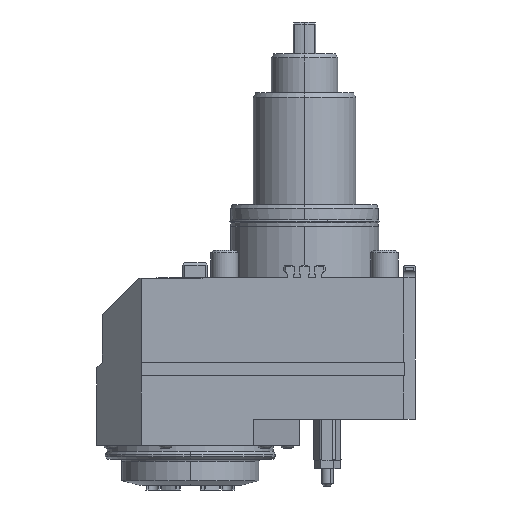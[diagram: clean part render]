
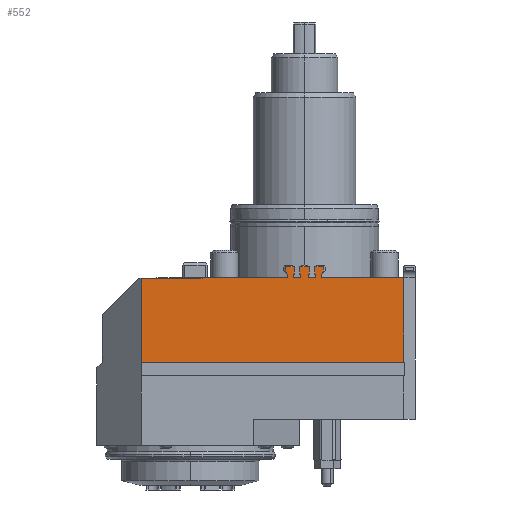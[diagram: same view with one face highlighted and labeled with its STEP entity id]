
A CAD part, front view. The second image highlights one B-rep face of the part: STEP entity #552.
In plain terms, the highlighted planar face has unit normal (0, -1, 0).
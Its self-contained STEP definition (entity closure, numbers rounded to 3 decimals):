
#347=CARTESIAN_POINT('',(0.,-47.,-3.509));
#348=DIRECTION('',(0.,-1.,-0.));
#349=DIRECTION('',(1.,0.,-0.));
#350=AXIS2_PLACEMENT_3D('',#347,#348,#349);
#351=PLANE('',#350);
#352=CARTESIAN_POINT('',(-71.5,-47.,-37.));
#353=VERTEX_POINT('',#352);
#354=CARTESIAN_POINT('',(43.5,-47.,-37.));
#355=VERTEX_POINT('',#354);
#356=CARTESIAN_POINT('',(-71.5,-47.,-37.));
#357=DIRECTION('',(1.,0.,-0.));
#358=VECTOR('',#357,115.);
#359=LINE('',#356,#358);
#360=EDGE_CURVE('',#353,#355,#359,.T.);
#361=ORIENTED_EDGE('',*,*,#360,.T.);
#362=CARTESIAN_POINT('',(43.5,-47.,-0.));
#363=VERTEX_POINT('',#362);
#364=CARTESIAN_POINT('',(43.5,-47.,-0.));
#365=DIRECTION('',(0.,0.,-1.));
#366=VECTOR('',#365,37.);
#367=LINE('',#364,#366);
#368=EDGE_CURVE('',#363,#355,#367,.T.);
#369=ORIENTED_EDGE('',*,*,#368,.F.);
#370=CARTESIAN_POINT('',(7.546,-47.,0.));
#371=VERTEX_POINT('',#370);
#372=CARTESIAN_POINT('',(43.5,-47.,-0.));
#373=DIRECTION('',(-1.,-0.,0.));
#374=VECTOR('',#373,35.954);
#375=LINE('',#372,#374);
#376=EDGE_CURVE('',#363,#371,#375,.T.);
#377=ORIENTED_EDGE('',*,*,#376,.T.);
#378=CARTESIAN_POINT('',(8.305,-47.,2.444));
#379=VERTEX_POINT('',#378);
#380=CARTESIAN_POINT('',(10.25,-47.,0.5));
#381=DIRECTION('',(0.,1.,-0.));
#382=DIRECTION('',(0.,0.,1.));
#383=AXIS2_PLACEMENT_3D('',#380,#381,#382);
#384=CIRCLE('',#383,2.75);
#385=EDGE_CURVE('',#371,#379,#384,.T.);
#386=ORIENTED_EDGE('',*,*,#385,.T.);
#387=CARTESIAN_POINT('',(8.305,-47.,4.8));
#388=VERTEX_POINT('',#387);
#389=CARTESIAN_POINT('',(8.305,-47.,4.8));
#390=DIRECTION('',(0.,0.,-1.));
#391=VECTOR('',#390,2.356);
#392=LINE('',#389,#391);
#393=EDGE_CURVE('',#388,#379,#392,.T.);
#394=ORIENTED_EDGE('',*,*,#393,.F.);
#395=CARTESIAN_POINT('',(4.5,-47.,4.8));
#396=VERTEX_POINT('',#395);
#397=CARTESIAN_POINT('',(4.5,-47.,4.8));
#398=DIRECTION('',(1.,0.,-0.));
#399=VECTOR('',#398,3.805);
#400=LINE('',#397,#399);
#401=EDGE_CURVE('',#396,#388,#400,.T.);
#402=ORIENTED_EDGE('',*,*,#401,.F.);
#403=CARTESIAN_POINT('',(4.5,-47.,1.577));
#404=VERTEX_POINT('',#403);
#405=CARTESIAN_POINT('',(4.5,-47.,4.8));
#406=DIRECTION('',(0.,0.,-1.));
#407=VECTOR('',#406,3.223);
#408=LINE('',#405,#407);
#409=EDGE_CURVE('',#396,#404,#408,.T.);
#410=ORIENTED_EDGE('',*,*,#409,.T.);
#411=CARTESIAN_POINT('',(4.822,-47.,0.));
#412=VERTEX_POINT('',#411);
#413=CARTESIAN_POINT('',(3.25,-47.,0.5));
#414=DIRECTION('',(0.,1.,-0.));
#415=DIRECTION('',(0.,0.,1.));
#416=AXIS2_PLACEMENT_3D('',#413,#414,#415);
#417=CIRCLE('',#416,1.65);
#418=EDGE_CURVE('',#404,#412,#417,.T.);
#419=ORIENTED_EDGE('',*,*,#418,.T.);
#420=CARTESIAN_POINT('',(1.678,-47.,0.));
#421=VERTEX_POINT('',#420);
#422=CARTESIAN_POINT('',(4.822,-47.,0.));
#423=DIRECTION('',(-1.,0.,0.));
#424=VECTOR('',#423,3.145);
#425=LINE('',#422,#424);
#426=EDGE_CURVE('',#412,#421,#425,.T.);
#427=ORIENTED_EDGE('',*,*,#426,.T.);
#428=CARTESIAN_POINT('',(2.,-47.,1.577));
#429=VERTEX_POINT('',#428);
#430=CARTESIAN_POINT('',(3.25,-47.,0.5));
#431=DIRECTION('',(0.,1.,-0.));
#432=DIRECTION('',(0.,0.,1.));
#433=AXIS2_PLACEMENT_3D('',#430,#431,#432);
#434=CIRCLE('',#433,1.65);
#435=EDGE_CURVE('',#421,#429,#434,.T.);
#436=ORIENTED_EDGE('',*,*,#435,.T.);
#437=CARTESIAN_POINT('',(2.,-47.,4.8));
#438=VERTEX_POINT('',#437);
#439=CARTESIAN_POINT('',(2.,-47.,1.577));
#440=DIRECTION('',(0.,0.,1.));
#441=VECTOR('',#440,3.223);
#442=LINE('',#439,#441);
#443=EDGE_CURVE('',#429,#438,#442,.T.);
#444=ORIENTED_EDGE('',*,*,#443,.T.);
#445=CARTESIAN_POINT('',(-2.,-47.,4.8));
#446=VERTEX_POINT('',#445);
#447=CARTESIAN_POINT('',(-2.,-47.,4.8));
#448=DIRECTION('',(1.,0.,-0.));
#449=VECTOR('',#448,4.);
#450=LINE('',#447,#449);
#451=EDGE_CURVE('',#446,#438,#450,.T.);
#452=ORIENTED_EDGE('',*,*,#451,.F.);
#453=CARTESIAN_POINT('',(-2.,-47.,1.577));
#454=VERTEX_POINT('',#453);
#455=CARTESIAN_POINT('',(-2.,-47.,4.8));
#456=DIRECTION('',(0.,0.,-1.));
#457=VECTOR('',#456,3.223);
#458=LINE('',#455,#457);
#459=EDGE_CURVE('',#446,#454,#458,.T.);
#460=ORIENTED_EDGE('',*,*,#459,.T.);
#461=CARTESIAN_POINT('',(-1.678,-47.,0.));
#462=VERTEX_POINT('',#461);
#463=CARTESIAN_POINT('',(-3.25,-47.,0.5));
#464=DIRECTION('',(0.,1.,-0.));
#465=DIRECTION('',(0.,0.,1.));
#466=AXIS2_PLACEMENT_3D('',#463,#464,#465);
#467=CIRCLE('',#466,1.65);
#468=EDGE_CURVE('',#454,#462,#467,.T.);
#469=ORIENTED_EDGE('',*,*,#468,.T.);
#470=CARTESIAN_POINT('',(-4.822,-47.,0.));
#471=VERTEX_POINT('',#470);
#472=CARTESIAN_POINT('',(-1.678,-47.,0.));
#473=DIRECTION('',(-1.,0.,0.));
#474=VECTOR('',#473,3.145);
#475=LINE('',#472,#474);
#476=EDGE_CURVE('',#462,#471,#475,.T.);
#477=ORIENTED_EDGE('',*,*,#476,.T.);
#478=CARTESIAN_POINT('',(-4.5,-47.,1.577));
#479=VERTEX_POINT('',#478);
#480=CARTESIAN_POINT('',(-3.25,-47.,0.5));
#481=DIRECTION('',(0.,1.,-0.));
#482=DIRECTION('',(0.,0.,1.));
#483=AXIS2_PLACEMENT_3D('',#480,#481,#482);
#484=CIRCLE('',#483,1.65);
#485=EDGE_CURVE('',#471,#479,#484,.T.);
#486=ORIENTED_EDGE('',*,*,#485,.T.);
#487=CARTESIAN_POINT('',(-4.5,-47.,4.8));
#488=VERTEX_POINT('',#487);
#489=CARTESIAN_POINT('',(-4.5,-47.,1.577));
#490=DIRECTION('',(0.,0.,1.));
#491=VECTOR('',#490,3.223);
#492=LINE('',#489,#491);
#493=EDGE_CURVE('',#479,#488,#492,.T.);
#494=ORIENTED_EDGE('',*,*,#493,.T.);
#495=CARTESIAN_POINT('',(-8.305,-47.,4.8));
#496=VERTEX_POINT('',#495);
#497=CARTESIAN_POINT('',(-8.305,-47.,4.8));
#498=DIRECTION('',(1.,-0.,0.));
#499=VECTOR('',#498,3.805);
#500=LINE('',#497,#499);
#501=EDGE_CURVE('',#496,#488,#500,.T.);
#502=ORIENTED_EDGE('',*,*,#501,.F.);
#503=CARTESIAN_POINT('',(-8.305,-47.,2.444));
#504=VERTEX_POINT('',#503);
#505=CARTESIAN_POINT('',(-8.305,-47.,2.444));
#506=DIRECTION('',(0.,0.,1.));
#507=VECTOR('',#506,2.356);
#508=LINE('',#505,#507);
#509=EDGE_CURVE('',#504,#496,#508,.T.);
#510=ORIENTED_EDGE('',*,*,#509,.F.);
#511=CARTESIAN_POINT('',(-7.546,-47.,0.));
#512=VERTEX_POINT('',#511);
#513=CARTESIAN_POINT('',(-10.25,-47.,0.5));
#514=DIRECTION('',(0.,1.,-0.));
#515=DIRECTION('',(0.,0.,1.));
#516=AXIS2_PLACEMENT_3D('',#513,#514,#515);
#517=CIRCLE('',#516,2.75);
#518=EDGE_CURVE('',#504,#512,#517,.T.);
#519=ORIENTED_EDGE('',*,*,#518,.T.);
#520=CARTESIAN_POINT('',(-44.9,-47.,0.));
#521=VERTEX_POINT('',#520);
#522=CARTESIAN_POINT('',(-7.546,-47.,0.));
#523=DIRECTION('',(-1.,-0.,0.));
#524=VECTOR('',#523,37.354);
#525=LINE('',#522,#524);
#526=EDGE_CURVE('',#512,#521,#525,.T.);
#527=ORIENTED_EDGE('',*,*,#526,.T.);
#528=CARTESIAN_POINT('',(-44.9,-47.,-0.2));
#529=VERTEX_POINT('',#528);
#530=CARTESIAN_POINT('',(-44.9,-47.,0.));
#531=DIRECTION('',(0.,0.,-1.));
#532=VECTOR('',#531,0.2);
#533=LINE('',#530,#532);
#534=EDGE_CURVE('',#521,#529,#533,.T.);
#535=ORIENTED_EDGE('',*,*,#534,.T.);
#536=CARTESIAN_POINT('',(-71.5,-47.,-0.2));
#537=VERTEX_POINT('',#536);
#538=CARTESIAN_POINT('',(-44.9,-47.,-0.2));
#539=DIRECTION('',(-1.,-0.,0.));
#540=VECTOR('',#539,26.6);
#541=LINE('',#538,#540);
#542=EDGE_CURVE('',#529,#537,#541,.T.);
#543=ORIENTED_EDGE('',*,*,#542,.T.);
#544=CARTESIAN_POINT('',(-71.5,-47.,-37.));
#545=DIRECTION('',(0.,0.,1.));
#546=VECTOR('',#545,36.8);
#547=LINE('',#544,#546);
#548=EDGE_CURVE('',#353,#537,#547,.T.);
#549=ORIENTED_EDGE('',*,*,#548,.F.);
#550=EDGE_LOOP('',(#361,#369,#377,#386,#394,#402,#410,#419,#427,#436,#444,#452,#460,#469,#477,#486,#494,#502,#510,#519,#527,#535,#543,#549));
#551=FACE_BOUND('',#550,.T.);
#552=ADVANCED_FACE('',(#551),#351,.T.);
